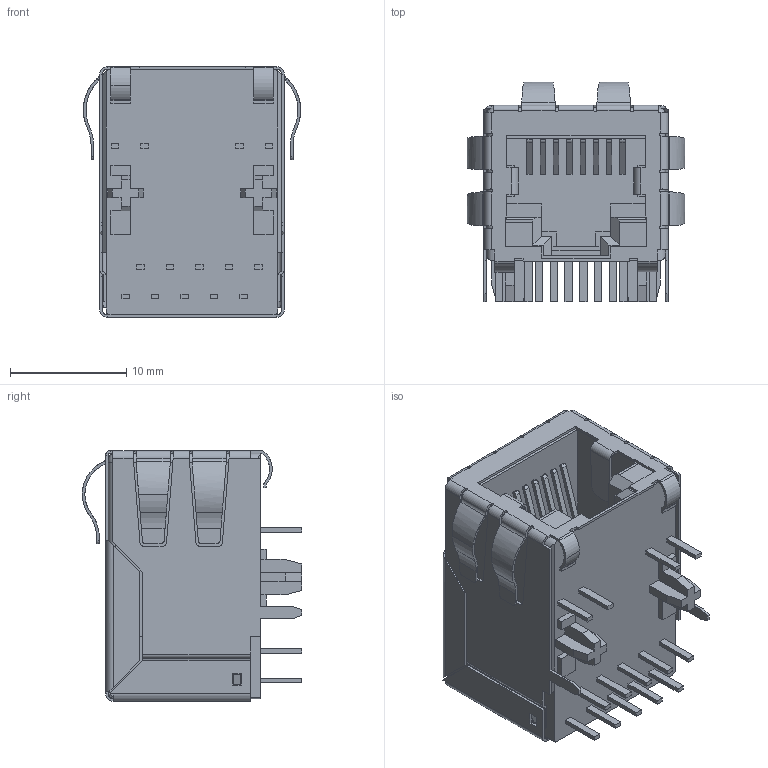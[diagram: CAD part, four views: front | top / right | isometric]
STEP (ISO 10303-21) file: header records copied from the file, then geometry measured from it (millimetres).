
FILE_DESCRIPTION (( 'STEP AP214' ), '1' );
FILE_NAME ('HFJ11-E1G01E-L12RL.STEP', '2022-05-26T14:19:26', ( '' ), ( '' ), 'SwSTEP 2.0', 'SolidWorks 2017', '' );
FILE_SCHEMA (( 'AUTOMOTIVE_DESIGN' ));
Length unit declared in the file: inch
Products named in the file (1): HFJ11-E1G01E-L12RL
Bounding box: 18.72 x 18.9 x 21.59 mm (x, y, z)
Volume: 3448.7 mm3; surface area: 4899.1 mm2
Topology: 26 solids, 26 shells, 681 faces, 1736 edges, 1100 vertices
Faces by surface type: plane 501, cylinder 176, torus 4
Entity records: 20561 total; most frequent: CARTESIAN_POINT 3766, ORIENTED_EDGE 3472, DIRECTION 3326, EDGE_CURVE 1736, LINE 1350, VECTOR 1350, VERTEX_POINT 1100, AXIS2_PLACEMENT_3D 988
